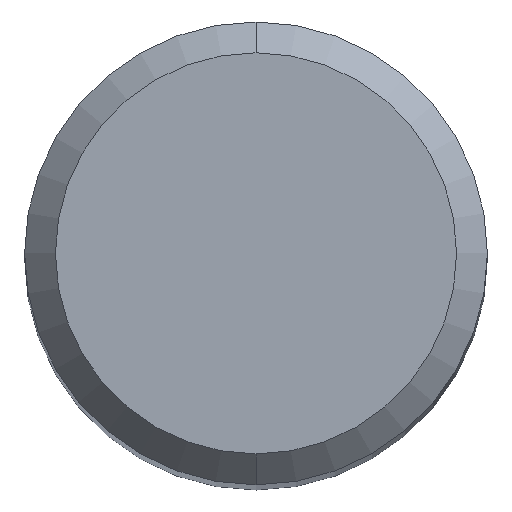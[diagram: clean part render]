
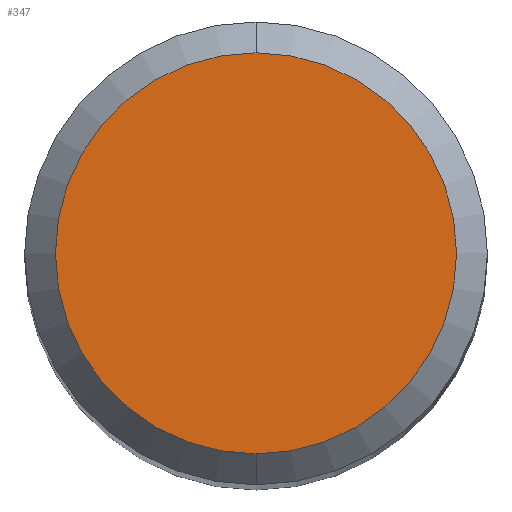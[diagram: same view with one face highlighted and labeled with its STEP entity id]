
A CAD part, top view. The second image highlights one B-rep face of the part: STEP entity #347.
In plain terms, the highlighted planar face has unit normal (0, 0, 1).
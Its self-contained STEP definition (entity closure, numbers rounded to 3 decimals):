
#231=VERTEX_POINT('',#551);
#291=EDGE_CURVE('',#401,#231,#616,.T.);
#315=EDGE_CURVE('',#231,#401,#644,.T.);
#347=ADVANCED_FACE('',(#681),#682,.T.);
#401=VERTEX_POINT('',#736);
#551=CARTESIAN_POINT('',(0.0,2.6,0.0));
#616=CIRCLE('',#1072,2.6);
#644=CIRCLE('',#1134,2.6);
#681=FACE_OUTER_BOUND('',#1193,.T.);
#682=PLANE('',#1194);
#736=CARTESIAN_POINT('',(0.,-2.6,0.0));
#1072=AXIS2_PLACEMENT_3D('',#1590,#1591,#1592);
#1134=AXIS2_PLACEMENT_3D('',#1646,#1647,#1648);
#1193=EDGE_LOOP('',(#1697,#1698));
#1194=AXIS2_PLACEMENT_3D('',#1699,#1700,#1701);
#1590=CARTESIAN_POINT('',(0.0,0.0,0.0));
#1591=DIRECTION('',(0.0,0.0,-1.0));
#1592=DIRECTION('',(0.0,1.0,0.0));
#1646=CARTESIAN_POINT('',(0.0,0.0,0.0));
#1647=DIRECTION('',(0.0,0.0,-1.0));
#1648=DIRECTION('',(0.0,1.0,0.0));
#1697=ORIENTED_EDGE('',*,*,#315,.F.);
#1698=ORIENTED_EDGE('',*,*,#291,.F.);
#1699=CARTESIAN_POINT('',(0.0,1.3,0.0));
#1700=DIRECTION('',(-0.0,0.0,1.0));
#1701=DIRECTION('',(0.0,-1.0,0.0));
